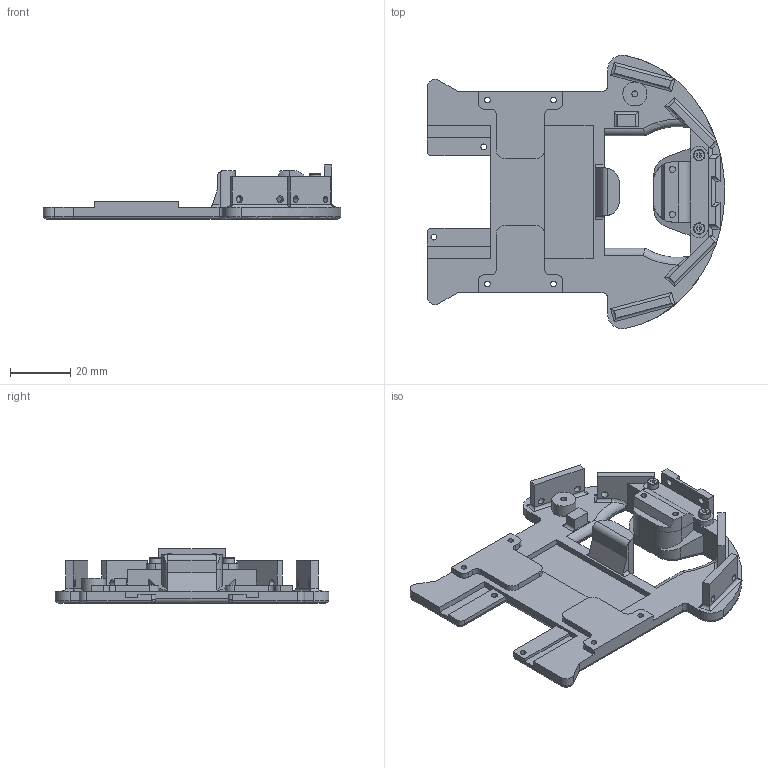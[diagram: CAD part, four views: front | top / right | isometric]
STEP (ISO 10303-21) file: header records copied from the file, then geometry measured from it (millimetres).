
FILE_DESCRIPTION(/* description */ (''),/* implementation_level */ '2;1');
FILE_NAME(/* name */ 'frame V3 v39.step',/* time_stamp */ '2024-12-17T23:38:45+01:00',/* author */ (''),/* organization */ (''),/* preprocessor_version */ 'ST-DEVELOPER v20',/* originating_system */ 'Autodesk Translation Framework v13.20.0.188',/* authorisation */ '');
FILE_SCHEMA (('AUTOMOTIVE_DESIGN { 1 0 10303 214 3 1 1 }'));
Length unit declared in the file: millimetre
Products named in the file (2): frame V3; Vis d'assemblage à tête cylindrique à six pans creux ISO
 4762 - M2 x 8 Acier 4.6 Standard v1
Bounding box: 99 x 91.1 x 18 mm (x, y, z)
Volume: 27545 mm3; surface area: 18930.8 mm2
Topology: 4 solids, 4 shells, 306 faces, 761 edges, 471 vertices
Faces by surface type: plane 152, cylinder 120, torus 17, bspline 11, sphere 4, cone 2
Full cylindrical faces by diameter (mm): 1.9 x4, 1.933 x2, 2 x11, 2.2 x8, 3.8 x2, 8 x1, 15.57 x1
Entity records: 9557 total; most frequent: CARTESIAN_POINT 2432, DIRECTION 1494, ORIENTED_EDGE 1450, EDGE_CURVE 725, AXIS2_PLACEMENT_3D 525, VERTEX_POINT 452, LINE 444, VECTOR 444
